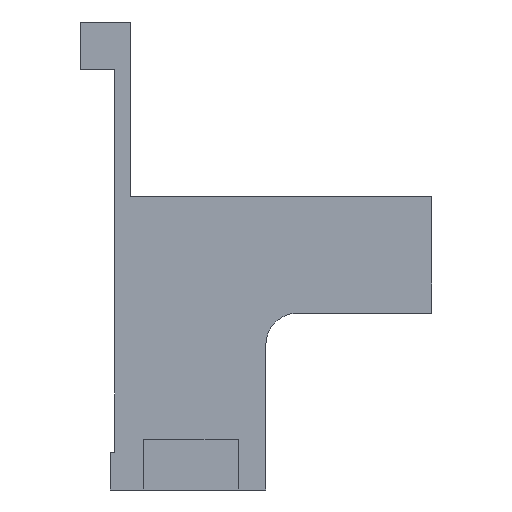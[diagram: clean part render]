
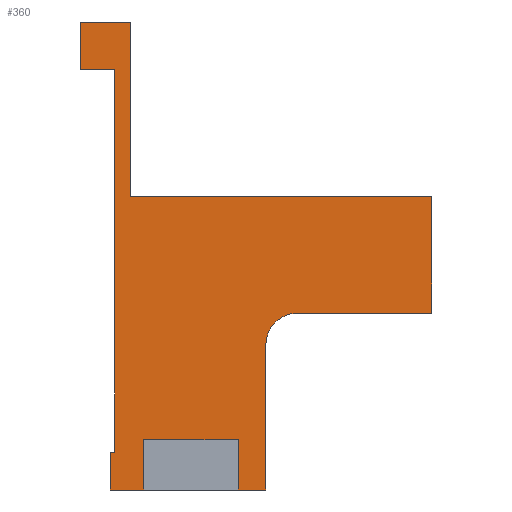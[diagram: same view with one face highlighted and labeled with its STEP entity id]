
A CAD part, front view. The second image highlights one B-rep face of the part: STEP entity #360.
In plain terms, the highlighted planar face has unit normal (0, -1, 0).
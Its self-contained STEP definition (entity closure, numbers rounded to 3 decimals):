
#16=CIRCLE('',#394,5.);
#19=FACE_OUTER_BOUND('',#38,.T.);
#38=EDGE_LOOP('',(#243,#244,#245,#246,#247,#248,#249,#250,#251,#252,#253,
#254,#255,#256,#257,#258,#259));
#59=LINE('',#515,#108);
#60=LINE('',#518,#109);
#61=LINE('',#520,#110);
#62=LINE('',#522,#111);
#63=LINE('',#524,#112);
#64=LINE('',#526,#113);
#65=LINE('',#528,#114);
#66=LINE('',#530,#115);
#67=LINE('',#532,#116);
#68=LINE('',#534,#117);
#69=LINE('',#536,#118);
#70=LINE('',#538,#119);
#71=LINE('',#540,#120);
#72=LINE('',#542,#121);
#73=LINE('',#546,#122);
#74=LINE('',#547,#123);
#108=VECTOR('',#420,10.);
#109=VECTOR('',#423,10.);
#110=VECTOR('',#424,10.);
#111=VECTOR('',#425,10.);
#112=VECTOR('',#426,10.);
#113=VECTOR('',#427,10.);
#114=VECTOR('',#428,10.);
#115=VECTOR('',#429,10.);
#116=VECTOR('',#430,10.);
#117=VECTOR('',#431,10.);
#118=VECTOR('',#432,10.);
#119=VECTOR('',#433,10.);
#120=VECTOR('',#434,10.);
#121=VECTOR('',#435,10.);
#122=VECTOR('',#438,10.);
#123=VECTOR('',#439,10.);
#155=VERTEX_POINT('',#509);
#157=VERTEX_POINT('',#513);
#158=VERTEX_POINT('',#517);
#159=VERTEX_POINT('',#519);
#160=VERTEX_POINT('',#521);
#161=VERTEX_POINT('',#523);
#162=VERTEX_POINT('',#525);
#163=VERTEX_POINT('',#527);
#164=VERTEX_POINT('',#529);
#165=VERTEX_POINT('',#531);
#166=VERTEX_POINT('',#533);
#167=VERTEX_POINT('',#535);
#168=VERTEX_POINT('',#537);
#169=VERTEX_POINT('',#539);
#170=VERTEX_POINT('',#541);
#171=VERTEX_POINT('',#543);
#172=VERTEX_POINT('',#545);
#191=EDGE_CURVE('',#155,#157,#59,.T.);
#192=EDGE_CURVE('',#157,#158,#60,.T.);
#193=EDGE_CURVE('',#158,#159,#61,.T.);
#194=EDGE_CURVE('',#159,#160,#62,.T.);
#195=EDGE_CURVE('',#160,#161,#63,.T.);
#196=EDGE_CURVE('',#161,#162,#64,.T.);
#197=EDGE_CURVE('',#162,#163,#65,.T.);
#198=EDGE_CURVE('',#164,#163,#66,.T.);
#199=EDGE_CURVE('',#164,#165,#67,.T.);
#200=EDGE_CURVE('',#165,#166,#68,.T.);
#201=EDGE_CURVE('',#166,#167,#69,.T.);
#202=EDGE_CURVE('',#167,#168,#70,.T.);
#203=EDGE_CURVE('',#168,#169,#71,.T.);
#204=EDGE_CURVE('',#169,#170,#72,.T.);
#205=EDGE_CURVE('',#171,#170,#16,.T.);
#206=EDGE_CURVE('',#171,#172,#73,.T.);
#207=EDGE_CURVE('',#172,#155,#74,.T.);
#243=ORIENTED_EDGE('',*,*,#191,.T.);
#244=ORIENTED_EDGE('',*,*,#192,.T.);
#245=ORIENTED_EDGE('',*,*,#193,.T.);
#246=ORIENTED_EDGE('',*,*,#194,.T.);
#247=ORIENTED_EDGE('',*,*,#195,.T.);
#248=ORIENTED_EDGE('',*,*,#196,.T.);
#249=ORIENTED_EDGE('',*,*,#197,.T.);
#250=ORIENTED_EDGE('',*,*,#198,.F.);
#251=ORIENTED_EDGE('',*,*,#199,.T.);
#252=ORIENTED_EDGE('',*,*,#200,.T.);
#253=ORIENTED_EDGE('',*,*,#201,.T.);
#254=ORIENTED_EDGE('',*,*,#202,.T.);
#255=ORIENTED_EDGE('',*,*,#203,.T.);
#256=ORIENTED_EDGE('',*,*,#204,.T.);
#257=ORIENTED_EDGE('',*,*,#205,.F.);
#258=ORIENTED_EDGE('',*,*,#206,.T.);
#259=ORIENTED_EDGE('',*,*,#207,.T.);
#342=PLANE('',#393);
#360=ADVANCED_FACE('',(#19),#342,.F.);
#393=AXIS2_PLACEMENT_3D('',#516,#421,#422);
#394=AXIS2_PLACEMENT_3D('',#544,#436,#437);
#420=DIRECTION('',(-1.,0.,0.));
#421=DIRECTION('center_axis',(0.,1.,0.));
#422=DIRECTION('ref_axis',(1.,0.,0.));
#423=DIRECTION('',(0.,0.,1.));
#424=DIRECTION('',(-1.,0.,0.));
#425=DIRECTION('',(0.,0.,-1.));
#426=DIRECTION('',(1.,0.,0.));
#427=DIRECTION('',(0.,0.,-1.));
#428=DIRECTION('',(-1.,0.,0.));
#429=DIRECTION('',(0.,0.,1.));
#430=DIRECTION('',(1.,0.,0.));
#431=DIRECTION('',(0.,0.,1.));
#432=DIRECTION('',(1.,0.,0.));
#433=DIRECTION('',(0.,0.,-1.));
#434=DIRECTION('',(1.,0.,0.));
#435=DIRECTION('',(0.,0.,1.));
#436=DIRECTION('center_axis',(0.,-1.,0.));
#437=DIRECTION('ref_axis',(-0.707,0.,0.707));
#438=DIRECTION('',(1.,0.,0.));
#439=DIRECTION('',(0.,0.,1.));
#509=CARTESIAN_POINT('',(245.362,1.7,-84.294));
#513=CARTESIAN_POINT('',(197.619,1.7,-84.294));
#515=CARTESIAN_POINT('',(207.617,1.7,-84.294));
#516=CARTESIAN_POINT('Origin',(217.615,1.7,-93.734));
#517=CARTESIAN_POINT('',(197.619,1.7,-56.673));
#518=CARTESIAN_POINT('',(197.619,1.7,-81.794));
#519=CARTESIAN_POINT('',(189.619,1.7,-56.673));
#520=CARTESIAN_POINT('',(197.619,1.7,-56.673));
#521=CARTESIAN_POINT('',(189.619,1.7,-64.173));
#522=CARTESIAN_POINT('',(189.619,1.7,-56.673));
#523=CARTESIAN_POINT('',(195.119,1.7,-64.173));
#524=CARTESIAN_POINT('',(205.867,1.7,-64.173));
#525=CARTESIAN_POINT('',(195.119,1.7,-124.795));
#526=CARTESIAN_POINT('',(195.119,1.7,-112.265));
#527=CARTESIAN_POINT('',(194.369,1.7,-124.795));
#528=CARTESIAN_POINT('',(195.119,1.7,-124.795));
#529=CARTESIAN_POINT('',(194.369,1.7,-130.795));
#530=CARTESIAN_POINT('',(194.369,1.7,-124.795));
#531=CARTESIAN_POINT('',(199.68,1.7,-130.795));
#532=CARTESIAN_POINT('',(194.119,1.7,-130.795));
#533=CARTESIAN_POINT('',(199.68,1.7,-122.826));
#534=CARTESIAN_POINT('',(199.68,1.7,-112.28));
#535=CARTESIAN_POINT('',(214.68,1.7,-122.826));
#536=CARTESIAN_POINT('',(212.398,1.7,-122.826));
#537=CARTESIAN_POINT('',(214.68,1.7,-130.795));
#538=CARTESIAN_POINT('',(214.68,1.7,-112.28));
#539=CARTESIAN_POINT('',(219.058,1.7,-130.795));
#540=CARTESIAN_POINT('',(194.119,1.7,-130.795));
#541=CARTESIAN_POINT('',(219.058,1.7,-107.794));
#542=CARTESIAN_POINT('',(219.058,1.7,-130.795));
#543=CARTESIAN_POINT('',(224.058,1.7,-102.794));
#544=CARTESIAN_POINT('Origin',(224.058,1.7,-107.794));
#545=CARTESIAN_POINT('',(245.362,1.7,-102.794));
#546=CARTESIAN_POINT('',(219.058,1.7,-102.794));
#547=CARTESIAN_POINT('',(245.362,1.7,-87.764));
